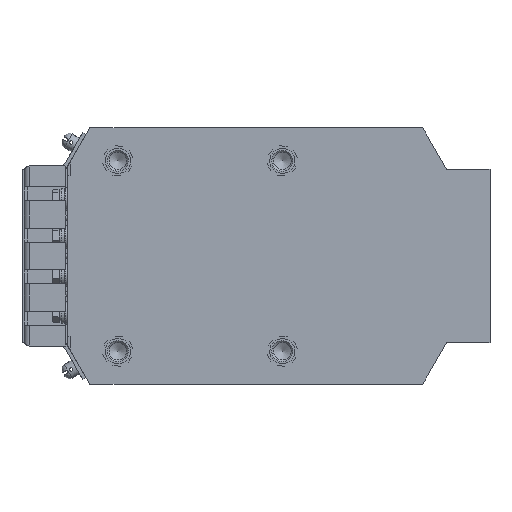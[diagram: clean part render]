
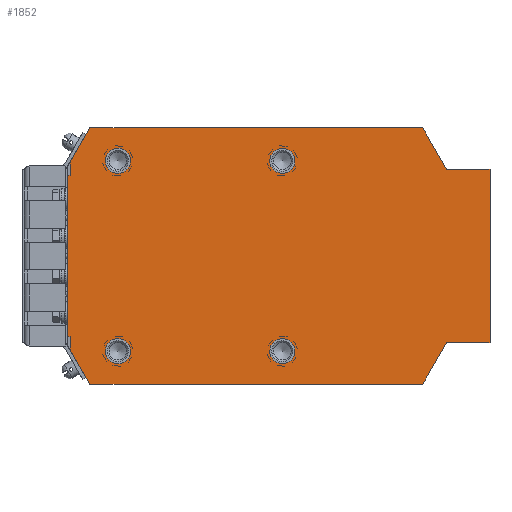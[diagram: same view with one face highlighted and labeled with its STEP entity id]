
A CAD part, front view. The second image highlights one B-rep face of the part: STEP entity #1852.
In plain terms, the highlighted planar face has unit normal (0, -1, 0).
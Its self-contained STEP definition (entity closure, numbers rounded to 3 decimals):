
#1852=ADVANCED_FACE('',(#56137,#56139,#56141,#56143,#56145),#56147,.F.);
#56137=FACE_BOUND('',#56138,.T.);
#56138=EDGE_LOOP('',(#98993,#98994,#98995,#98996,#98997,#98998,#98999,#99000,#99001,
#99002,#99003,#99004,#99005,#99006));
#56139=FACE_BOUND('',#56140,.T.);
#56140=EDGE_LOOP('',(#99007));
#56141=FACE_BOUND('',#56142,.T.);
#56142=EDGE_LOOP('',(#99008));
#56143=FACE_BOUND('',#56144,.T.);
#56144=EDGE_LOOP('',(#99009));
#56145=FACE_BOUND('',#56146,.T.);
#56146=EDGE_LOOP('',(#99010));
#56147=PLANE('',#56148);
#56148=AXIS2_PLACEMENT_3D('',#56149,#56150,#56151);
#56149=CARTESIAN_POINT('',(0.,0.,0.));
#56150=DIRECTION('',(-0.,1.,0.));
#56151=DIRECTION('',(1.,0.,0.));
#98993=ORIENTED_EDGE('',*,*,#133071,.F.);
#98994=ORIENTED_EDGE('',*,*,#133072,.T.);
#98995=ORIENTED_EDGE('',*,*,#133073,.F.);
#98996=ORIENTED_EDGE('',*,*,#133074,.F.);
#98997=ORIENTED_EDGE('',*,*,#133075,.F.);
#98998=ORIENTED_EDGE('',*,*,#133076,.F.);
#98999=ORIENTED_EDGE('',*,*,#133077,.F.);
#99000=ORIENTED_EDGE('',*,*,#133078,.F.);
#99001=ORIENTED_EDGE('',*,*,#133079,.F.);
#99002=ORIENTED_EDGE('',*,*,#133080,.F.);
#99003=ORIENTED_EDGE('',*,*,#133059,.F.);
#99004=ORIENTED_EDGE('',*,*,#133081,.T.);
#99005=ORIENTED_EDGE('',*,*,#133082,.F.);
#99006=ORIENTED_EDGE('',*,*,#133083,.T.);
#99007=ORIENTED_EDGE('',*,*,#133084,.T.);
#99008=ORIENTED_EDGE('',*,*,#133085,.T.);
#99009=ORIENTED_EDGE('',*,*,#133086,.T.);
#99010=ORIENTED_EDGE('',*,*,#133087,.T.);
#133059=EDGE_CURVE('',#150147,#150149,#150150,.T.);
#133071=EDGE_CURVE('',#150172,#150173,#150174,.T.);
#133072=EDGE_CURVE('',#150172,#150175,#150176,.F.);
#133073=EDGE_CURVE('',#150177,#150175,#150178,.T.);
#133074=EDGE_CURVE('',#150179,#150177,#150180,.T.);
#133075=EDGE_CURVE('',#150181,#150179,#150182,.T.);
#133076=EDGE_CURVE('',#150183,#150181,#150184,.T.);
#133077=EDGE_CURVE('',#150185,#150183,#150186,.T.);
#133078=EDGE_CURVE('',#150187,#150185,#150188,.T.);
#133079=EDGE_CURVE('',#150189,#150187,#150190,.T.);
#133080=EDGE_CURVE('',#150149,#150189,#150191,.T.);
#133081=EDGE_CURVE('',#150147,#150192,#150193,.F.);
#133082=EDGE_CURVE('',#150194,#150192,#150195,.T.);
#133083=EDGE_CURVE('',#150194,#150173,#150196,.F.);
#133084=EDGE_CURVE('',#150197,#150197,#150198,.F.);
#133085=EDGE_CURVE('',#150199,#150199,#150200,.F.);
#133086=EDGE_CURVE('',#150201,#150201,#150202,.F.);
#133087=EDGE_CURVE('',#150203,#150203,#150204,.F.);
#150147=VERTEX_POINT('',#178721);
#150149=VERTEX_POINT('',#178725);
#150150=LINE('',#178726,#178727);
#150172=VERTEX_POINT('',#178772);
#150173=VERTEX_POINT('',#178773);
#150174=LINE('',#178774,#178775);
#150175=VERTEX_POINT('',#178777);
#150176=LINE('',#178778,#178779);
#150177=VERTEX_POINT('',#178781);
#150178=LINE('',#178782,#178783);
#150179=VERTEX_POINT('',#178785);
#150180=LINE('',#178786,#178787);
#150181=VERTEX_POINT('',#178789);
#150182=LINE('',#178790,#178791);
#150183=VERTEX_POINT('',#178793);
#150184=LINE('',#178794,#178795);
#150185=VERTEX_POINT('',#178797);
#150186=LINE('',#178798,#178799);
#150187=VERTEX_POINT('',#178801);
#150188=LINE('',#178802,#178803);
#150189=VERTEX_POINT('',#178805);
#150190=LINE('',#178806,#178807);
#150191=LINE('',#178809,#178810);
#150192=VERTEX_POINT('',#178812);
#150193=LINE('',#178813,#178814);
#150194=VERTEX_POINT('',#178816);
#150195=LINE('',#178817,#178818);
#150196=LINE('',#178820,#178821);
#150197=VERTEX_POINT('',#178823);
#150198=CIRCLE('',#178824,7.25);
#150199=VERTEX_POINT('',#178828);
#150200=CIRCLE('',#178829,7.25);
#150201=VERTEX_POINT('',#178833);
#150202=CIRCLE('',#178834,7.25);
#150203=VERTEX_POINT('',#178838);
#150204=CIRCLE('',#178839,7.25);
#178721=CARTESIAN_POINT('',(-107.5,0.,54.33));
#178725=CARTESIAN_POINT('',(-96.144,0.,74.));
#178726=CARTESIAN_POINT('',(-107.5,0.,54.33));
#178727=VECTOR('',#178728,1.);
#178728=DIRECTION('',(0.5,0.,0.866));
#178772=CARTESIAN_POINT('',(-107.5,0.,-46.631));
#178773=CARTESIAN_POINT('',(-109.,0.,-46.5));
#178774=CARTESIAN_POINT('',(-107.5,0.,-46.631));
#178775=VECTOR('',#178776,1.);
#178776=DIRECTION('',(-0.996,0.,0.087));
#178777=CARTESIAN_POINT('',(-107.5,0.,-54.33));
#178778=CARTESIAN_POINT('',(-107.5,0.,-54.33));
#178779=VECTOR('',#178780,1.);
#178780=DIRECTION('',(0.,0.,1.));
#178781=CARTESIAN_POINT('',(-96.144,0.,-74.));
#178782=CARTESIAN_POINT('',(-96.144,0.,-74.));
#178783=VECTOR('',#178784,1.);
#178784=DIRECTION('',(-0.5,0.,0.866));
#178785=CARTESIAN_POINT('',(96.144,0.,-74.));
#178786=CARTESIAN_POINT('',(96.144,0.,-74.));
#178787=VECTOR('',#178788,1.);
#178788=DIRECTION('',(-1.,0.,0.));
#178789=CARTESIAN_POINT('',(110.,0.,-50.));
#178790=CARTESIAN_POINT('',(110.,0.,-50.));
#178791=VECTOR('',#178792,1.);
#178792=DIRECTION('',(-0.5,0.,-0.866));
#178793=CARTESIAN_POINT('',(135.,0.,-50.));
#178794=CARTESIAN_POINT('',(135.,0.,-50.));
#178795=VECTOR('',#178796,1.);
#178796=DIRECTION('',(-1.,0.,0.));
#178797=CARTESIAN_POINT('',(135.,0.,50.));
#178798=CARTESIAN_POINT('',(135.,0.,50.));
#178799=VECTOR('',#178800,1.);
#178800=DIRECTION('',(0.,0.,-1.));
#178801=CARTESIAN_POINT('',(110.,0.,50.));
#178802=CARTESIAN_POINT('',(110.,0.,50.));
#178803=VECTOR('',#178804,1.);
#178804=DIRECTION('',(1.,0.,0.));
#178805=CARTESIAN_POINT('',(96.144,0.,74.));
#178806=CARTESIAN_POINT('',(96.144,0.,74.));
#178807=VECTOR('',#178808,1.);
#178808=DIRECTION('',(0.5,0.,-0.866));
#178809=CARTESIAN_POINT('',(-96.144,0.,74.));
#178810=VECTOR('',#178811,1.);
#178811=DIRECTION('',(1.,0.,0.));
#178812=CARTESIAN_POINT('',(-107.5,0.,46.631));
#178813=CARTESIAN_POINT('',(-107.5,0.,46.631));
#178814=VECTOR('',#178815,1.);
#178815=DIRECTION('',(0.,0.,1.));
#178816=CARTESIAN_POINT('',(-109.,0.,46.5));
#178817=CARTESIAN_POINT('',(-109.,0.,46.5));
#178818=VECTOR('',#178819,1.);
#178819=DIRECTION('',(0.996,0.,0.087));
#178820=CARTESIAN_POINT('',(-109.,0.,-46.5));
#178821=VECTOR('',#178822,1.);
#178822=DIRECTION('',(0.,0.,1.));
#178823=CARTESIAN_POINT('',(-76.945,0.,48.425));
#178824=AXIS2_PLACEMENT_3D('',#178825,#178826,#178827);
#178825=CARTESIAN_POINT('',(-80.,0.,55.));
#178826=DIRECTION('',(0.,-1.,-0.));
#178827=DIRECTION('',(0.421,0.,-0.907));
#178828=CARTESIAN_POINT('',(18.055,0.,48.425));
#178829=AXIS2_PLACEMENT_3D('',#178830,#178831,#178832);
#178830=CARTESIAN_POINT('',(15.,0.,55.));
#178831=DIRECTION('',(0.,-1.,-0.));
#178832=DIRECTION('',(0.421,0.,-0.907));
#178833=CARTESIAN_POINT('',(18.055,0.,-61.575));
#178834=AXIS2_PLACEMENT_3D('',#178835,#178836,#178837);
#178835=CARTESIAN_POINT('',(15.,0.,-55.));
#178836=DIRECTION('',(0.,-1.,-0.));
#178837=DIRECTION('',(0.421,0.,-0.907));
#178838=CARTESIAN_POINT('',(-76.945,0.,-61.575));
#178839=AXIS2_PLACEMENT_3D('',#178840,#178841,#178842);
#178840=CARTESIAN_POINT('',(-80.,0.,-55.));
#178841=DIRECTION('',(0.,-1.,-0.));
#178842=DIRECTION('',(0.421,0.,-0.907));
